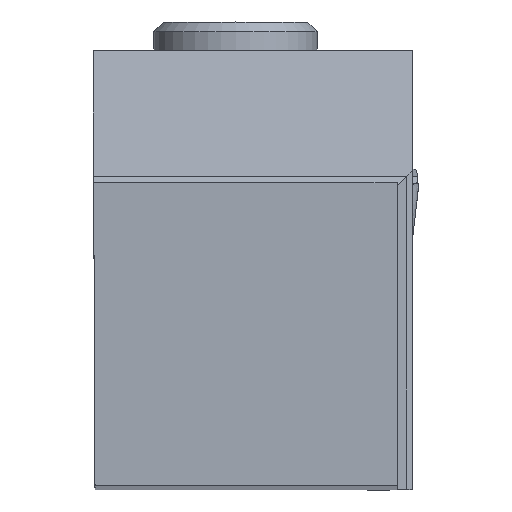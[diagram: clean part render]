
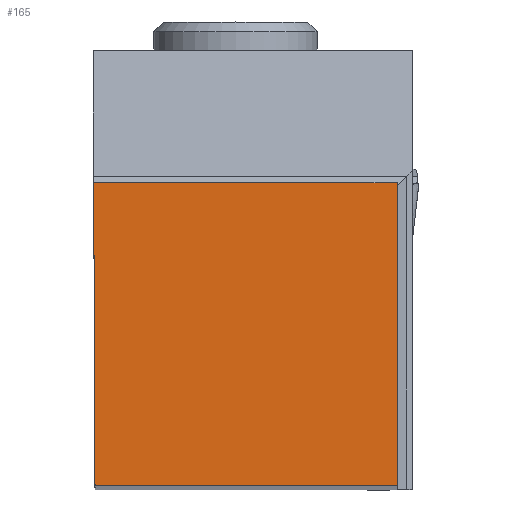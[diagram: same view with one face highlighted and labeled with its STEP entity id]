
A CAD part, top view. The second image highlights one B-rep face of the part: STEP entity #165.
In plain terms, the highlighted planar face has unit normal (0, 0, 1).
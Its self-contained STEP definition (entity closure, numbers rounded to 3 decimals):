
#165=ADVANCED_FACE('BLANK_BOXF006',(#273),#216,.F.);
#216=PLANE('',#1323);
#273=FACE_OUTER_BOUND('',#332,.T.);
#332=EDGE_LOOP('',(#587,#588,#589,#590));
#587=ORIENTED_EDGE('',*,*,#913,.T.);
#588=ORIENTED_EDGE('',*,*,#914,.T.);
#589=ORIENTED_EDGE('',*,*,#909,.T.);
#590=ORIENTED_EDGE('',*,*,#905,.T.);
#762=VERTEX_POINT('',#2192);
#763=VERTEX_POINT('',#2194);
#765=VERTEX_POINT('',#2201);
#768=VERTEX_POINT('',#2209);
#905=EDGE_CURVE('',#763,#762,#1035,.T.);
#909=EDGE_CURVE('',#765,#763,#1039,.T.);
#913=EDGE_CURVE('',#762,#768,#1043,.T.);
#914=EDGE_CURVE('',#768,#765,#1044,.T.);
#1035=LINE('',#2193,#1163);
#1039=LINE('',#2200,#1167);
#1043=LINE('',#2208,#1171);
#1044=LINE('',#2210,#1172);
#1163=VECTOR('',#1550,1.);
#1167=VECTOR('',#1556,1.);
#1171=VECTOR('',#1562,1.);
#1172=VECTOR('',#1563,1.);
#1323=AXIS2_PLACEMENT_3D('',#2211,#1564,#1565);
#1550=DIRECTION('',(1.,0.,0.));
#1556=DIRECTION('',(0.004,-1.,0.));
#1562=DIRECTION('',(0.,1.,0.));
#1563=DIRECTION('',(-1.,0.,0.));
#1564=DIRECTION('',(0.,0.,-1.));
#1565=DIRECTION('',(0.,-1.,0.));
#2192=CARTESIAN_POINT('',(15.748,0.,0.));
#2193=CARTESIAN_POINT('',(-123.5,0.,0.));
#2194=CARTESIAN_POINT('',(0.069,0.,0.));
#2200=CARTESIAN_POINT('',(-0.47,123.499,0.));
#2201=CARTESIAN_POINT('',(0.,15.748,0.));
#2208=CARTESIAN_POINT('',(15.748,-123.5,0.));
#2209=CARTESIAN_POINT('',(15.748,15.748,0.));
#2210=CARTESIAN_POINT('',(123.5,15.748,0.));
#2211=CARTESIAN_POINT('',(16.541,-5.,0.));
